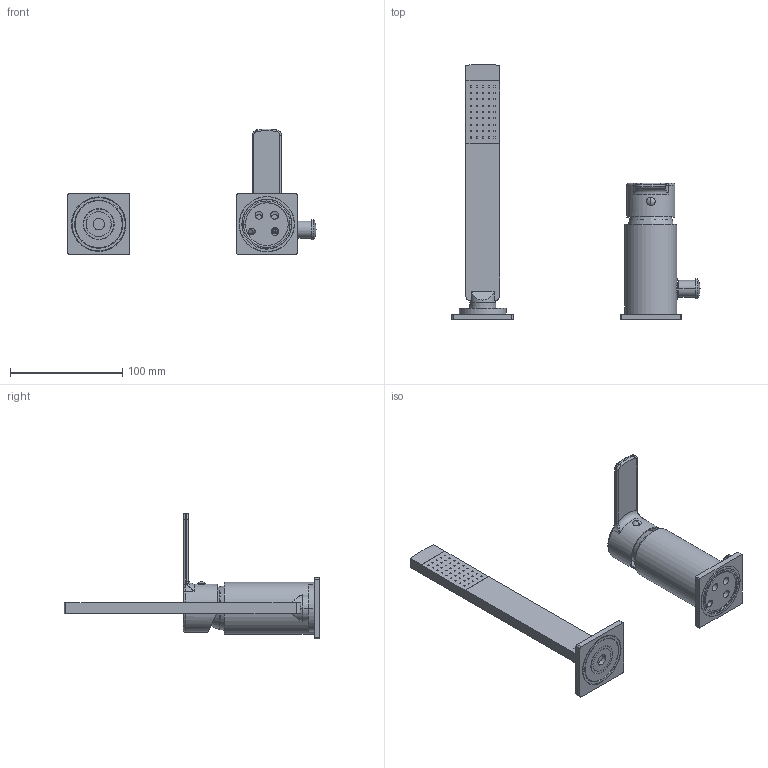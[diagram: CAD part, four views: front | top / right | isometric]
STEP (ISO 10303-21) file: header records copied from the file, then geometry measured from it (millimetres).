
FILE_DESCRIPTION((''),'2;1');
FILE_NAME('WS041LCR','2021-11-05T11:46:56',('ut3'),('PAFFONI SpA'),'CREO PARAMETRIC BY PTC INC, 2020044','CREO PARAMETRIC BY PTC INC, 2020044','');
FILE_SCHEMA(('CONFIG_CONTROL_DESIGN','SHAPE_APPEARANCE_LAYERS_GROUPS'));
Products named in the file (1): WS041LCR
Bounding box: 221.46 x 227.89 x 112.41 mm (x, y, z)
Volume: 234257.5 mm3; surface area: 99526.9 mm2
Topology: 4 solids, 4 shells, 1588 faces, 4209 edges, 2668 vertices
Faces by surface type: plane 915, cylinder 396, torus 120, cone 79, bspline 44, sphere 34
Entity records: 70662 total; most frequent: CARTESIAN_POINT 19980, ORIENTED_EDGE 8378, DIRECTION 7927, EDGE_CURVE 4189, AXIS2_PLACEMENT_3D 2729, VERTEX_POINT 2666, VECTOR 2469, LINE 2469
